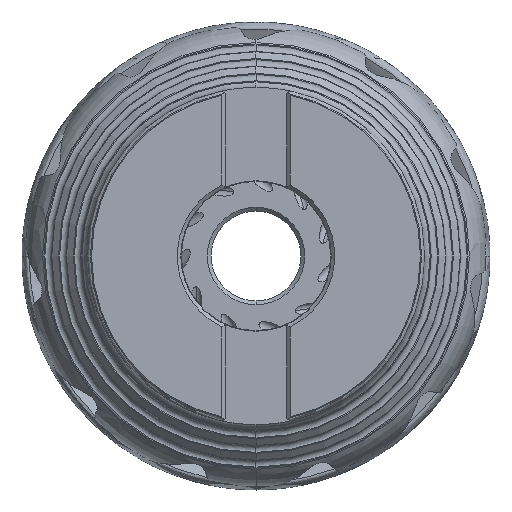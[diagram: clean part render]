
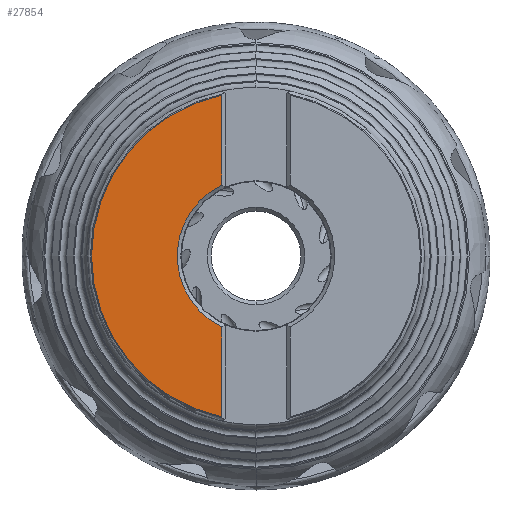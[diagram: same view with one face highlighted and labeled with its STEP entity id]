
A CAD part, left-side view. The second image highlights one B-rep face of the part: STEP entity #27854.
In plain terms, the highlighted planar face has unit normal (-1, 0, 0).
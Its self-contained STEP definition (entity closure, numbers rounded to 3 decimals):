
#419 = CARTESIAN_POINT ( 'NONE',  ( -49.2, 0., 0. ) ) ;
#558 = CARTESIAN_POINT ( 'NONE',  ( -49.2, 9.15, -50. ) ) ;
#1330 = EDGE_LOOP ( 'NONE', ( #31322, #8388, #18450, #13926 ) ) ;
#3351 = CARTESIAN_POINT ( 'NONE',  ( -49.2, 0., 0. ) ) ;
#4547 = CARTESIAN_POINT ( 'NONE',  ( -49.2, 9.15, -18.93 ) ) ;
#4788 = LINE ( 'NONE', #558, #8087 ) ;
#5147 = CARTESIAN_POINT ( 'NONE',  ( -49.2, 9.15, 42.956 ) ) ;
#5596 = PLANE ( 'NONE',  #22325 ) ;
#5737 = VERTEX_POINT ( 'NONE', #18749 ) ;
#7756 = EDGE_CURVE ( 'NONE', #23722, #5737, #4788, .T. ) ;
#7943 = VERTEX_POINT ( 'NONE', #4547 ) ;
#8087 = VECTOR ( 'NONE', #8938, 1000. ) ;
#8388 = ORIENTED_EDGE ( 'NONE', *, *, #25782, .F. ) ;
#8938 = DIRECTION ( 'NONE',  ( 0., 0., -1. ) ) ;
#9034 = DIRECTION ( 'NONE',  ( -1., 0., 0. ) ) ;
#9753 = CARTESIAN_POINT ( 'NONE',  ( -49.2, 9.15, -50. ) ) ;
#11432 = EDGE_CURVE ( 'NONE', #23722, #28477, #20444, .T. ) ;
#11690 = AXIS2_PLACEMENT_3D ( 'NONE', #3351, #16677, #14279 ) ;
#12389 = DIRECTION ( 'NONE',  ( 0., 0., -1. ) ) ;
#13926 = ORIENTED_EDGE ( 'NONE', *, *, #7756, .F. ) ;
#14279 = DIRECTION ( 'NONE',  ( 0., 0., -1. ) ) ;
#14919 = EDGE_CURVE ( 'NONE', #5737, #7943, #24028, .T. ) ;
#16677 = DIRECTION ( 'NONE',  ( -1., 0., 0. ) ) ;
#16964 = DIRECTION ( 'NONE',  ( 0., 0., -1. ) ) ;
#18408 = DIRECTION ( 'NONE',  ( 0., 0., -1. ) ) ;
#18450 = ORIENTED_EDGE ( 'NONE', *, *, #14919, .F. ) ;
#18749 = CARTESIAN_POINT ( 'NONE',  ( -49.2, 9.15, 18.93 ) ) ;
#19063 = CARTESIAN_POINT ( 'NONE',  ( -49.2, 9.15, -42.956 ) ) ;
#19155 = LINE ( 'NONE', #9753, #32774 ) ;
#20444 = CIRCLE ( 'NONE', #11690, 43.92 ) ;
#22325 = AXIS2_PLACEMENT_3D ( 'NONE', #419, #23930, #18408 ) ;
#23722 = VERTEX_POINT ( 'NONE', #5147 ) ;
#23930 = DIRECTION ( 'NONE',  ( 1., 0., 0. ) ) ;
#24028 = CIRCLE ( 'NONE', #27348, 21.025 ) ;
#25782 = EDGE_CURVE ( 'NONE', #7943, #28477, #19155, .T. ) ;
#26472 = FACE_OUTER_BOUND ( 'NONE', #1330, .T. ) ;
#27348 = AXIS2_PLACEMENT_3D ( 'NONE', #32945, #9034, #16964 ) ;
#27854 = ADVANCED_FACE ( 'NONE', ( #26472 ), #5596, .F. ) ;
#28477 = VERTEX_POINT ( 'NONE', #19063 ) ;
#31322 = ORIENTED_EDGE ( 'NONE', *, *, #11432, .T. ) ;
#32774 = VECTOR ( 'NONE', #12389, 1000. ) ;
#32945 = CARTESIAN_POINT ( 'NONE',  ( -49.2, 0., 0. ) ) ;
